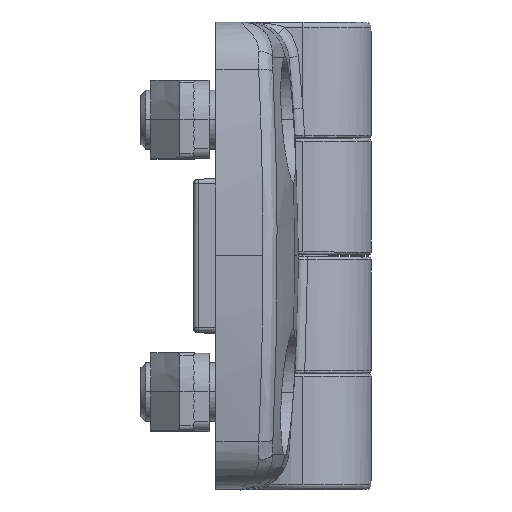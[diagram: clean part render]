
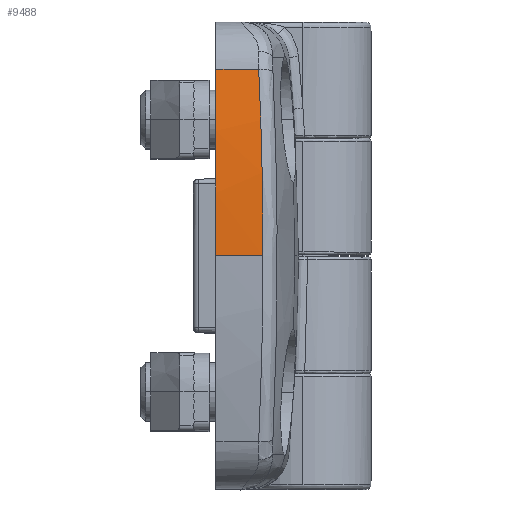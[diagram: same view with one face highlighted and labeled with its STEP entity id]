
A CAD part, top view. The second image highlights one B-rep face of the part: STEP entity #9488.
In plain terms, the highlighted cylindrical face has radius 100 mm (diameter 200 mm), a partial arc.
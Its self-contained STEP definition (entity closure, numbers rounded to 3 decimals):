
#487 = EDGE_CURVE ( 'NONE', #1190, #9798, #4301, .T. ) ;
#570 = DIRECTION ( 'NONE',  ( 0., 0., -1. ) ) ;
#953 = ORIENTED_EDGE ( 'NONE', *, *, #8050, .F. ) ;
#1190 = VERTEX_POINT ( 'NONE', #1750 ) ;
#1449 = DIRECTION ( 'NONE',  ( 0., -1., 0. ) ) ;
#1668 = CARTESIAN_POINT ( 'NONE',  ( 8.198, 4.764, -29.165 ) ) ;
#1750 = CARTESIAN_POINT ( 'NONE',  ( 19.149, 0., -27.649 ) ) ;
#1755 = CIRCLE ( 'NONE', #5302, 100. ) ;
#2301 = CARTESIAN_POINT ( 'NONE',  ( 19.149, 4.401, -27.65 ) ) ;
#2363 = FACE_OUTER_BOUND ( 'NONE', #7249, .T. ) ;
#2703 = CARTESIAN_POINT ( 'NONE',  ( 3.223, 4.832, -29.461 ) ) ;
#3043 = B_SPLINE_CURVE_WITH_KNOTS ( 'NONE', 3,
 ( #12671, #4547, #2703, #11566, #7729, #1668, #6774, #6694, #11740, #5736, #6603, #3617, #12624, #9724, #8580 ),
 .UNSPECIFIED., .F., .F.,
 ( 4, 2, 1, 1, 1, 1, 1, 2, 2, 4 ),
 ( 0., 0.25, 0.375, 0.437, 0.469, 0.484, 0.492, 0.496, 0.5, 1. ),
 .UNSPECIFIED. ) ;
#3048 = DIRECTION ( 'NONE',  ( 0., -1., 0. ) ) ;
#3617 = CARTESIAN_POINT ( 'NONE',  ( 9.552, 4.735, -29.043 ) ) ;
#3746 = CARTESIAN_POINT ( 'NONE',  ( 0., 4.84, -29.5 ) ) ;
#4301 = LINE ( 'NONE', #11216, #11515 ) ;
#4547 = CARTESIAN_POINT ( 'NONE',  ( 1.616, 4.84, -29.5 ) ) ;
#4657 = VERTEX_POINT ( 'NONE', #3746 ) ;
#4899 = CARTESIAN_POINT ( 'NONE',  ( 0., 8.5, -29.5 ) ) ;
#5272 = DIRECTION ( 'NONE',  ( 0., 1., 0. ) ) ;
#5302 = AXIS2_PLACEMENT_3D ( 'NONE', #9977, #3048, #9780 ) ;
#5736 = CARTESIAN_POINT ( 'NONE',  ( 9.479, 4.737, -29.05 ) ) ;
#5979 = AXIS2_PLACEMENT_3D ( 'NONE', #6553, #1449, #570 ) ;
#6553 = CARTESIAN_POINT ( 'NONE',  ( 0., 8.5, 70.5 ) ) ;
#6603 = CARTESIAN_POINT ( 'NONE',  ( 9.529, 4.736, -29.045 ) ) ;
#6688 = ORIENTED_EDGE ( 'NONE', *, *, #487, .F. ) ;
#6694 = CARTESIAN_POINT ( 'NONE',  ( 9.233, 4.742, -29.073 ) ) ;
#6774 = CARTESIAN_POINT ( 'NONE',  ( 8.888, 4.75, -29.105 ) ) ;
#6869 = DIRECTION ( 'NONE',  ( 0., -1., 0. ) ) ;
#7249 = EDGE_LOOP ( 'NONE', ( #12229, #7433, #6688, #953 ) ) ;
#7433 = ORIENTED_EDGE ( 'NONE', *, *, #12561, .T. ) ;
#7536 = EDGE_CURVE ( 'NONE', #4657, #11540, #9277, .T. ) ;
#7729 = CARTESIAN_POINT ( 'NONE',  ( 6.812, 4.789, -29.273 ) ) ;
#8050 = EDGE_CURVE ( 'NONE', #11540, #1190, #1755, .T. ) ;
#8580 = CARTESIAN_POINT ( 'NONE',  ( 19.149, 4.401, -27.65 ) ) ;
#9277 = LINE ( 'NONE', #4899, #12583 ) ;
#9488 = ADVANCED_FACE ( 'NONE', ( #2363 ), #12702, .T. ) ;
#9724 = CARTESIAN_POINT ( 'NONE',  ( 16.072, 4.55, -28.25 ) ) ;
#9780 = DIRECTION ( 'NONE',  ( 0., 0., -1. ) ) ;
#9798 = VERTEX_POINT ( 'NONE', #2301 ) ;
#9977 = CARTESIAN_POINT ( 'NONE',  ( 0., 0., 70.5 ) ) ;
#11216 = CARTESIAN_POINT ( 'NONE',  ( 19.149, 16.02, -27.649 ) ) ;
#11515 = VECTOR ( 'NONE', #5272, 1000. ) ;
#11540 = VERTEX_POINT ( 'NONE', #11889 ) ;
#11566 = CARTESIAN_POINT ( 'NONE',  ( 5.618, 4.805, -29.345 ) ) ;
#11740 = CARTESIAN_POINT ( 'NONE',  ( 9.406, 4.739, -29.057 ) ) ;
#11889 = CARTESIAN_POINT ( 'NONE',  ( 0., 0., -29.5 ) ) ;
#12229 = ORIENTED_EDGE ( 'NONE', *, *, #7536, .F. ) ;
#12561 = EDGE_CURVE ( 'NONE', #4657, #9798, #3043, .T. ) ;
#12583 = VECTOR ( 'NONE', #6869, 1000. ) ;
#12624 = CARTESIAN_POINT ( 'NONE',  ( 12.878, 4.661, -28.723 ) ) ;
#12671 = CARTESIAN_POINT ( 'NONE',  ( 0., 4.84, -29.5 ) ) ;
#12702 = CYLINDRICAL_SURFACE ( 'NONE', #5979, 100. ) ;
